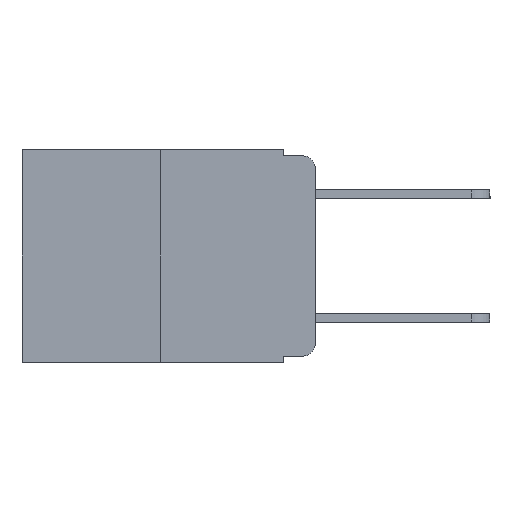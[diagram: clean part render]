
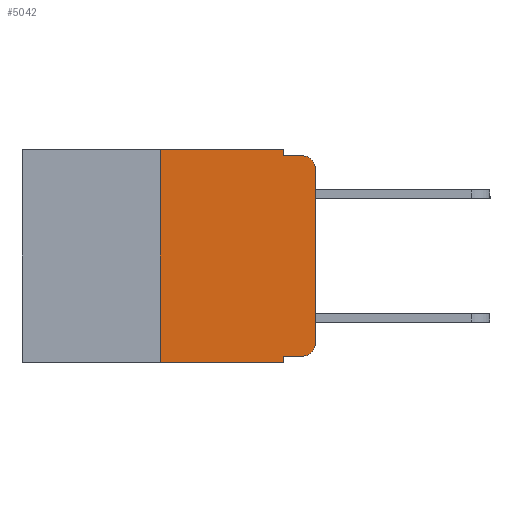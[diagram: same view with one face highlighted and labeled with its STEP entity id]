
A CAD part, left-side view. The second image highlights one B-rep face of the part: STEP entity #5042.
In plain terms, the highlighted planar face has unit normal (-1, 0, 0).
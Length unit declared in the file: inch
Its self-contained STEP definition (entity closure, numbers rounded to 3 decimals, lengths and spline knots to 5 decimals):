
#320 = ORIENTED_EDGE ( 'NONE', *, *, #11284, .F. ) ;
#413 = CIRCLE ( 'NONE', #3059, 0.02 ) ;
#746 = CARTESIAN_POINT ( 'NONE',  ( 0., 0.051, 0. ) ) ;
#754 = VERTEX_POINT ( 'NONE', #746 ) ;
#963 = VERTEX_POINT ( 'NONE', #11510 ) ;
#1029 = ORIENTED_EDGE ( 'NONE', *, *, #5556, .F. ) ;
#1471 = EDGE_CURVE ( 'NONE', #963, #19883, #12722, .T. ) ;
#1865 = DIRECTION ( 'NONE',  ( -1., 0., 0. ) ) ;
#1873 = DIRECTION ( 'NONE',  ( 0., 0., 1. ) ) ;
#2744 = EDGE_CURVE ( 'NONE', #14406, #17188, #8013, .T. ) ;
#2885 = ORIENTED_EDGE ( 'NONE', *, *, #3908, .T. ) ;
#3059 = AXIS2_PLACEMENT_3D ( 'NONE', #3548, #3473, #3371 ) ;
#3371 = DIRECTION ( 'NONE',  ( 0., 0., -1. ) ) ;
#3426 = LINE ( 'NONE', #9479, #7403 ) ;
#3473 = DIRECTION ( 'NONE',  ( -1., 0., 0. ) ) ;
#3548 = CARTESIAN_POINT ( 'NONE',  ( 0., 0.02, -0.313 ) ) ;
#3739 = CARTESIAN_POINT ( 'NONE',  ( 0., 0.02, -0.333 ) ) ;
#3908 = EDGE_CURVE ( 'NONE', #17188, #8262, #413, .T. ) ;
#4040 = EDGE_CURVE ( 'NONE', #19183, #13339, #6186, .T. ) ;
#4107 = CARTESIAN_POINT ( 'NONE',  ( 0., 0., -0.313 ) ) ;
#4337 = AXIS2_PLACEMENT_3D ( 'NONE', #11789, #1865, #13325 ) ;
#4801 = ORIENTED_EDGE ( 'NONE', *, *, #13328, .F. ) ;
#4921 = VERTEX_POINT ( 'NONE', #13764 ) ;
#5042 = ADVANCED_FACE ( 'NONE', ( #9192 ), #18671, .F. ) ;
#5184 = VECTOR ( 'NONE', #6624, 39.37008 ) ;
#5321 = ORIENTED_EDGE ( 'NONE', *, *, #4040, .F. ) ;
#5403 = CARTESIAN_POINT ( 'NONE',  ( 0., 0.051, -0.333 ) ) ;
#5556 = EDGE_CURVE ( 'NONE', #4921, #754, #3426, .T. ) ;
#6186 = LINE ( 'NONE', #17135, #10462 ) ;
#6624 = DIRECTION ( 'NONE',  ( 0., 0., 1. ) ) ;
#6633 = ORIENTED_EDGE ( 'NONE', *, *, #19065, .T. ) ;
#7036 = VERTEX_POINT ( 'NONE', #17018 ) ;
#7329 = LINE ( 'NONE', #17920, #15660 ) ;
#7399 = ORIENTED_EDGE ( 'NONE', *, *, #2744, .T. ) ;
#7403 = VECTOR ( 'NONE', #17129, 39.37008 ) ;
#7415 = EDGE_CURVE ( 'NONE', #7036, #13339, #16096, .T. ) ;
#7583 = VECTOR ( 'NONE', #16968, 39.37008 ) ;
#7835 = DIRECTION ( 'NONE',  ( 0., -1., 0. ) ) ;
#8013 = LINE ( 'NONE', #15948, #8538 ) ;
#8262 = VERTEX_POINT ( 'NONE', #4107 ) ;
#8489 = DIRECTION ( 'NONE',  ( 0., -1., 0. ) ) ;
#8518 = EDGE_CURVE ( 'NONE', #963, #4921, #14169, .T. ) ;
#8538 = VECTOR ( 'NONE', #8489, 39.37008 ) ;
#8676 = ORIENTED_EDGE ( 'NONE', *, *, #1471, .T. ) ;
#9192 = FACE_OUTER_BOUND ( 'NONE', #19298, .T. ) ;
#9383 = CARTESIAN_POINT ( 'NONE',  ( 0., 0.02, -0.01 ) ) ;
#9479 = CARTESIAN_POINT ( 'NONE',  ( 0., 0.473, 0. ) ) ;
#9623 = DIRECTION ( 'NONE',  ( 1., 0., 0. ) ) ;
#10462 = VECTOR ( 'NONE', #7835, 39.37008 ) ;
#11159 = VECTOR ( 'NONE', #15507, 39.37008 ) ;
#11284 = EDGE_CURVE ( 'NONE', #754, #19183, #15277, .T. ) ;
#11510 = CARTESIAN_POINT ( 'NONE',  ( 0., 0.25, -0.343 ) ) ;
#11789 = CARTESIAN_POINT ( 'NONE',  ( 0., 0.02, -0.03 ) ) ;
#12224 = CARTESIAN_POINT ( 'NONE',  ( 0., 0.051, -0.343 ) ) ;
#12253 = LINE ( 'NONE', #15488, #7583 ) ;
#12722 = LINE ( 'NONE', #18126, #16330 ) ;
#13325 = DIRECTION ( 'NONE',  ( 0., 0., -1. ) ) ;
#13328 = EDGE_CURVE ( 'NONE', #14406, #19883, #12253, .T. ) ;
#13339 = VERTEX_POINT ( 'NONE', #9383 ) ;
#13611 = CARTESIAN_POINT ( 'NONE',  ( 0., 0.051, -0.01 ) ) ;
#13764 = CARTESIAN_POINT ( 'NONE',  ( 0., 0.25, 0. ) ) ;
#13944 = CARTESIAN_POINT ( 'NONE',  ( 0., 0.051, 0. ) ) ;
#14169 = LINE ( 'NONE', #16005, #5184 ) ;
#14406 = VERTEX_POINT ( 'NONE', #5403 ) ;
#15277 = LINE ( 'NONE', #13944, #11159 ) ;
#15488 = CARTESIAN_POINT ( 'NONE',  ( 0., 0.051, 0. ) ) ;
#15507 = DIRECTION ( 'NONE',  ( 0., 0., -1. ) ) ;
#15660 = VECTOR ( 'NONE', #1873, 39.37008 ) ;
#15948 = CARTESIAN_POINT ( 'NONE',  ( 0., 0.051, -0.333 ) ) ;
#16005 = CARTESIAN_POINT ( 'NONE',  ( 0., 0.25, 0. ) ) ;
#16096 = CIRCLE ( 'NONE', #4337, 0.02 ) ;
#16330 = VECTOR ( 'NONE', #18527, 39.37008 ) ;
#16371 = AXIS2_PLACEMENT_3D ( 'NONE', #18730, #9623, #20101 ) ;
#16872 = ORIENTED_EDGE ( 'NONE', *, *, #8518, .F. ) ;
#16968 = DIRECTION ( 'NONE',  ( 0., 0., -1. ) ) ;
#17018 = CARTESIAN_POINT ( 'NONE',  ( 0., 0., -0.03 ) ) ;
#17129 = DIRECTION ( 'NONE',  ( 0., -1., 0. ) ) ;
#17135 = CARTESIAN_POINT ( 'NONE',  ( 0., 0.051, -0.01 ) ) ;
#17188 = VERTEX_POINT ( 'NONE', #3739 ) ;
#17920 = CARTESIAN_POINT ( 'NONE',  ( 0., 0., 0. ) ) ;
#18126 = CARTESIAN_POINT ( 'NONE',  ( 0., 0.473, -0.343 ) ) ;
#18527 = DIRECTION ( 'NONE',  ( 0., -1., 0. ) ) ;
#18671 = PLANE ( 'NONE',  #16371 ) ;
#18730 = CARTESIAN_POINT ( 'NONE',  ( 0., 0.473, 0. ) ) ;
#19065 = EDGE_CURVE ( 'NONE', #8262, #7036, #7329, .T. ) ;
#19183 = VERTEX_POINT ( 'NONE', #13611 ) ;
#19298 = EDGE_LOOP ( 'NONE', ( #6633, #20187, #5321, #320, #1029, #16872, #8676, #4801, #7399, #2885 ) ) ;
#19883 = VERTEX_POINT ( 'NONE', #12224 ) ;
#20101 = DIRECTION ( 'NONE',  ( 0., 0., -1. ) ) ;
#20187 = ORIENTED_EDGE ( 'NONE', *, *, #7415, .T. ) ;
